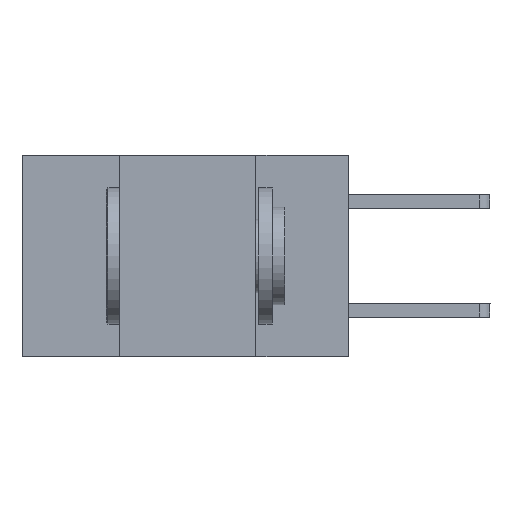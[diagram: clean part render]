
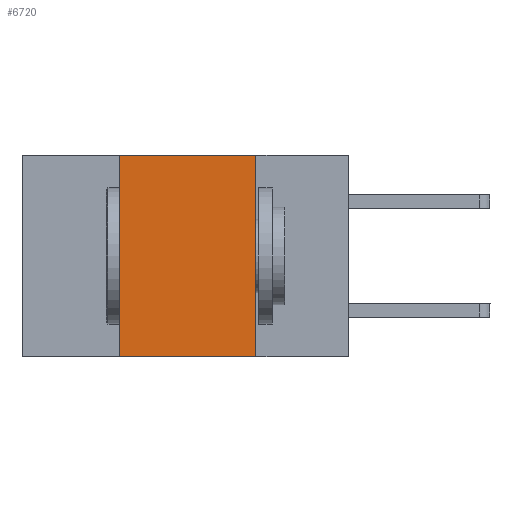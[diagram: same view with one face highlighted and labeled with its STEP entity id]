
A CAD part, left-side view. The second image highlights one B-rep face of the part: STEP entity #6720.
In plain terms, the highlighted planar face has unit normal (-1, 0, 0).
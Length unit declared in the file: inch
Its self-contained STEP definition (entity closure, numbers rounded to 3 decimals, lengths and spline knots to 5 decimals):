
#410 = DIRECTION ( 'NONE',  ( 0., 0., 1. ) ) ;
#773 = ORIENTED_EDGE ( 'NONE', *, *, #990, .F. ) ;
#833 = VECTOR ( 'NONE', #4608, 39.37008 ) ;
#990 = EDGE_CURVE ( 'NONE', #4628, #3408, #7225, .T. ) ;
#992 = EDGE_CURVE ( 'NONE', #4730, #4628, #8815, .T. ) ;
#997 = EDGE_CURVE ( 'NONE', #5093, #4730, #3316, .T. ) ;
#1014 = EDGE_CURVE ( 'NONE', #5093, #3408, #8421, .T. ) ;
#1495 = DIRECTION ( 'NONE',  ( 1., 0., 0. ) ) ;
#2001 = AXIS2_PLACEMENT_3D ( 'NONE', #9421, #1495, #7067 ) ;
#3270 = ORIENTED_EDGE ( 'NONE', *, *, #992, .F. ) ;
#3316 = LINE ( 'NONE', #5004, #8610 ) ;
#3408 = VERTEX_POINT ( 'NONE', #7057 ) ;
#3640 = CARTESIAN_POINT ( 'NONE',  ( 0., 0.42, 0. ) ) ;
#4527 = CARTESIAN_POINT ( 'NONE',  ( 0., 0.6, 0. ) ) ;
#4608 = DIRECTION ( 'NONE',  ( 0., 0., -1. ) ) ;
#4628 = VERTEX_POINT ( 'NONE', #5864 ) ;
#4730 = VERTEX_POINT ( 'NONE', #3640 ) ;
#5004 = CARTESIAN_POINT ( 'NONE',  ( 0., 0.42, -0.37 ) ) ;
#5093 = VERTEX_POINT ( 'NONE', #9724 ) ;
#5307 = ORIENTED_EDGE ( 'NONE', *, *, #997, .F. ) ;
#5441 = CARTESIAN_POINT ( 'NONE',  ( 0., 0.17, -0.37 ) ) ;
#5445 = EDGE_LOOP ( 'NONE', ( #773, #3270, #5307, #7196 ) ) ;
#5864 = CARTESIAN_POINT ( 'NONE',  ( 0., 0.17, 0. ) ) ;
#6246 = DIRECTION ( 'NONE',  ( 0., -1., 0. ) ) ;
#6400 = PLANE ( 'NONE',  #2001 ) ;
#6542 = FACE_OUTER_BOUND ( 'NONE', #5445, .T. ) ;
#6720 = ADVANCED_FACE ( 'NONE', ( #6542 ), #6400, .F. ) ;
#6809 = VECTOR ( 'NONE', #6246, 39.37008 ) ;
#7039 = VECTOR ( 'NONE', #8033, 39.37008 ) ;
#7057 = CARTESIAN_POINT ( 'NONE',  ( 0., 0.17, -0.37 ) ) ;
#7067 = DIRECTION ( 'NONE',  ( 0., 0., -1. ) ) ;
#7196 = ORIENTED_EDGE ( 'NONE', *, *, #1014, .T. ) ;
#7225 = LINE ( 'NONE', #5441, #833 ) ;
#7758 = CARTESIAN_POINT ( 'NONE',  ( 0., 0.6, -0.37 ) ) ;
#8033 = DIRECTION ( 'NONE',  ( 0., -1., 0. ) ) ;
#8421 = LINE ( 'NONE', #7758, #6809 ) ;
#8610 = VECTOR ( 'NONE', #410, 39.37008 ) ;
#8815 = LINE ( 'NONE', #4527, #7039 ) ;
#9421 = CARTESIAN_POINT ( 'NONE',  ( 0., 0.6, 0. ) ) ;
#9724 = CARTESIAN_POINT ( 'NONE',  ( 0., 0.42, -0.37 ) ) ;
